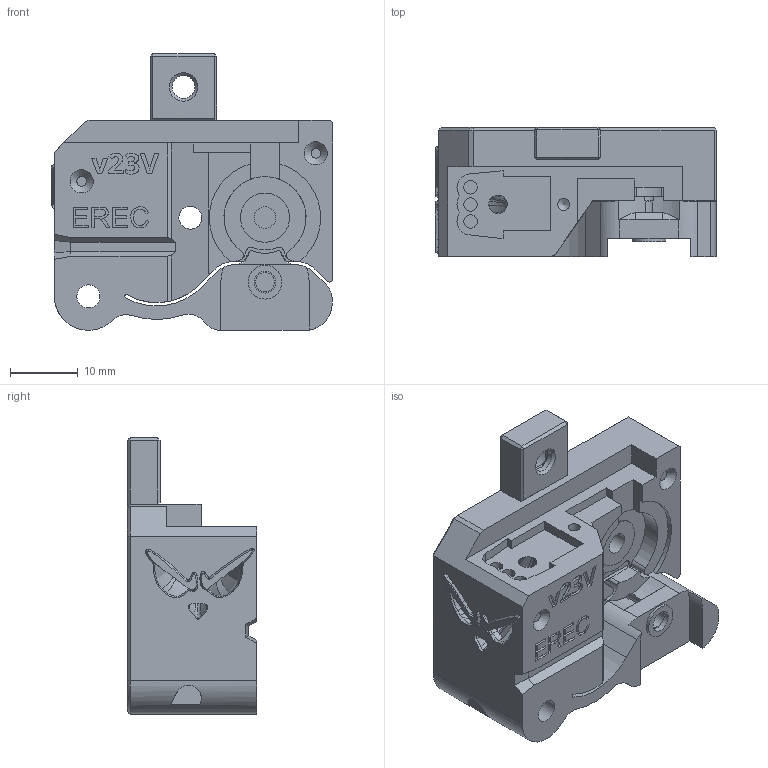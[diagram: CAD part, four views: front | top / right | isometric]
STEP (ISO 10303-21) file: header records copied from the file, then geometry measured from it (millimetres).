
FILE_DESCRIPTION(/* description */ (''),/* implementation_level */ '2;1');
FILE_NAME(/* name */ 'Encoder_Left_V_EREC.step',/* time_stamp */ '2024-05-30T14:23:44-05:00',/* author */ (''),/* organization */ (''),/* preprocessor_version */ 'ST-DEVELOPER v20',/* originating_system */ 'Autodesk Translation Framework v13.14.0.145',/* authorisation */ '');
FILE_SCHEMA (('AUTOMOTIVE_DESIGN { 1 0 10303 214 3 1 1 }'));
Length unit declared in the file: millimetre
Products named in the file (1): Encoder Left
Bounding box: 41.5 x 19 x 40.75 mm (x, y, z)
Volume: 16294.7 mm3; surface area: 7454.8 mm2
Topology: 1 solids, 1 shells, 556 faces, 1447 edges, 913 vertices
Faces by surface type: bspline 247, plane 223, cylinder 58, cone 28
Full cylindrical faces by diameter (mm): 1.75 x1, 2 x3, 2.8 x2, 3 x1, 3.2 x3, 3.4 x3, 4.7 x1, 5 x1, 6 x3, 7.25 x1
Entity records: 21501 total; most frequent: CARTESIAN_POINT 9298, ORIENTED_EDGE 2892, DIRECTION 1839, EDGE_CURVE 1446, VERTEX_POINT 913, LINE 815, VECTOR 815, EDGE_LOOP 593
